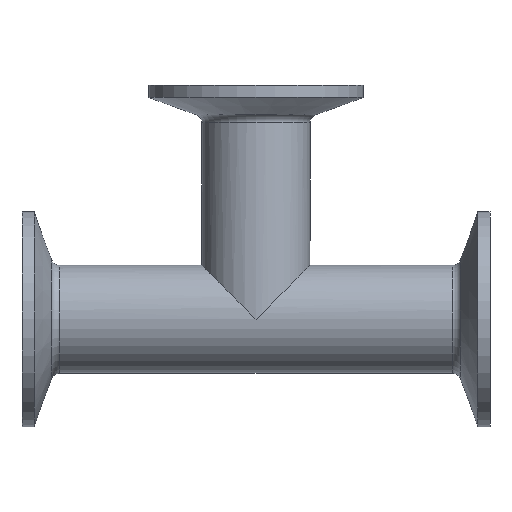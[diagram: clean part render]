
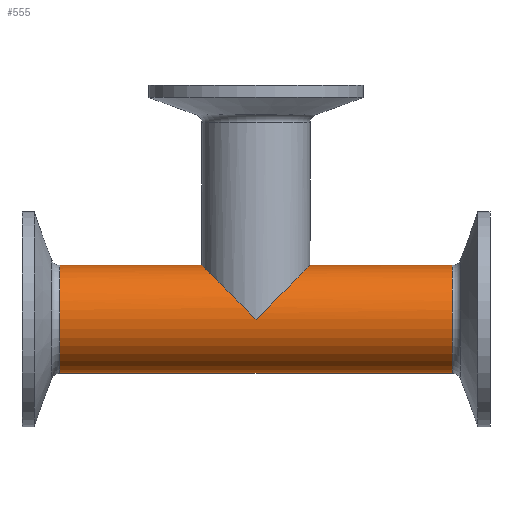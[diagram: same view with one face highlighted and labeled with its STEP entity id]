
A CAD part, front view. The second image highlights one B-rep face of the part: STEP entity #555.
In plain terms, the highlighted cylindrical face has radius 12.7 mm (diameter 25.4 mm), a full revolution.
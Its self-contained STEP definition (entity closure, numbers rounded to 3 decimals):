
#27=ELLIPSE('',#604,17.961,12.7);
#28=ELLIPSE('',#605,17.961,12.7);
#29=ELLIPSE('',#606,17.961,12.7);
#35=CYLINDRICAL_SURFACE('',#637,12.7);
#46=LINE('',#994,#64);
#47=LINE('',#995,#65);
#64=VECTOR('',#791,12.7);
#65=VECTOR('',#792,12.7);
#98=FACE_OUTER_BOUND('',#134,.T.);
#134=EDGE_LOOP('',(#421,#422,#423,#424,#425,#426,#427,#428,#429,#430,#431));
#178=CIRCLE('',#630,12.7);
#182=CIRCLE('',#634,12.7);
#184=CIRCLE('',#638,12.7);
#185=CIRCLE('',#639,12.7);
#224=VERTEX_POINT('',#933);
#225=VERTEX_POINT('',#935);
#226=VERTEX_POINT('',#937);
#238=VERTEX_POINT('',#977);
#239=VERTEX_POINT('',#978);
#243=VERTEX_POINT('',#991);
#244=VERTEX_POINT('',#992);
#282=EDGE_CURVE('',#225,#224,#27,.T.);
#283=EDGE_CURVE('',#226,#225,#28,.T.);
#284=EDGE_CURVE('',#224,#226,#29,.T.);
#302=EDGE_CURVE('',#238,#239,#178,.T.);
#306=EDGE_CURVE('',#239,#238,#182,.T.);
#309=EDGE_CURVE('',#243,#244,#184,.T.);
#310=EDGE_CURVE('',#243,#225,#46,.T.);
#311=EDGE_CURVE('',#225,#238,#47,.T.);
#312=EDGE_CURVE('',#244,#243,#185,.T.);
#421=ORIENTED_EDGE('',*,*,#309,.F.);
#422=ORIENTED_EDGE('',*,*,#310,.T.);
#423=ORIENTED_EDGE('',*,*,#311,.T.);
#424=ORIENTED_EDGE('',*,*,#306,.F.);
#425=ORIENTED_EDGE('',*,*,#302,.F.);
#426=ORIENTED_EDGE('',*,*,#311,.F.);
#427=ORIENTED_EDGE('',*,*,#282,.T.);
#428=ORIENTED_EDGE('',*,*,#284,.T.);
#429=ORIENTED_EDGE('',*,*,#283,.T.);
#430=ORIENTED_EDGE('',*,*,#310,.F.);
#431=ORIENTED_EDGE('',*,*,#312,.F.);
#555=ADVANCED_FACE('',(#98),#35,.T.);
#604=AXIS2_PLACEMENT_3D('',#936,#717,#718);
#605=AXIS2_PLACEMENT_3D('',#938,#719,#720);
#606=AXIS2_PLACEMENT_3D('',#939,#721,#722);
#630=AXIS2_PLACEMENT_3D('',#979,#772,#773);
#634=AXIS2_PLACEMENT_3D('',#985,#780,#781);
#637=AXIS2_PLACEMENT_3D('',#990,#787,#788);
#638=AXIS2_PLACEMENT_3D('',#993,#789,#790);
#639=AXIS2_PLACEMENT_3D('',#996,#793,#794);
#717=DIRECTION('center_axis',(-0.707,0.,-0.707));
#718=DIRECTION('ref_axis',(0.707,0.,-0.707));
#719=DIRECTION('center_axis',(0.707,0.,-0.707));
#720=DIRECTION('ref_axis',(0.707,0.,0.707));
#721=DIRECTION('center_axis',(-0.707,0.,-0.707));
#722=DIRECTION('ref_axis',(0.707,0.,-0.707));
#772=DIRECTION('center_axis',(-1.,0.,0.));
#773=DIRECTION('ref_axis',(0.,1.,0.));
#780=DIRECTION('center_axis',(-1.,0.,0.));
#781=DIRECTION('ref_axis',(0.,1.,0.));
#787=DIRECTION('center_axis',(1.,0.,0.));
#788=DIRECTION('ref_axis',(0.,1.,0.));
#789=DIRECTION('center_axis',(1.,0.,0.));
#790=DIRECTION('ref_axis',(0.,-1.,0.));
#791=DIRECTION('',(-1.,0.,0.));
#792=DIRECTION('',(-1.,0.,0.));
#793=DIRECTION('center_axis',(1.,0.,0.));
#794=DIRECTION('ref_axis',(0.,-1.,0.));
#933=CARTESIAN_POINT('',(-12.7,0.,12.7));
#935=CARTESIAN_POINT('',(0.,-12.7,0.));
#936=CARTESIAN_POINT('Origin',(0.,0.,0.));
#937=CARTESIAN_POINT('',(0.,12.7,0.));
#938=CARTESIAN_POINT('Origin',(0.,0.,0.));
#939=CARTESIAN_POINT('Origin',(0.,0.,0.));
#977=CARTESIAN_POINT('',(-46.182,-12.7,0.));
#978=CARTESIAN_POINT('',(-46.182,0.,-12.7));
#979=CARTESIAN_POINT('Origin',(-46.182,0.,0.));
#985=CARTESIAN_POINT('Origin',(-46.182,0.,0.));
#990=CARTESIAN_POINT('Origin',(0.,0.,0.));
#991=CARTESIAN_POINT('',(46.182,-12.7,0.));
#992=CARTESIAN_POINT('',(46.182,0.,12.7));
#993=CARTESIAN_POINT('Origin',(46.182,0.,0.));
#994=CARTESIAN_POINT('',(0.,-12.7,0.));
#995=CARTESIAN_POINT('',(0.,-12.7,0.));
#996=CARTESIAN_POINT('Origin',(46.182,0.,0.));
